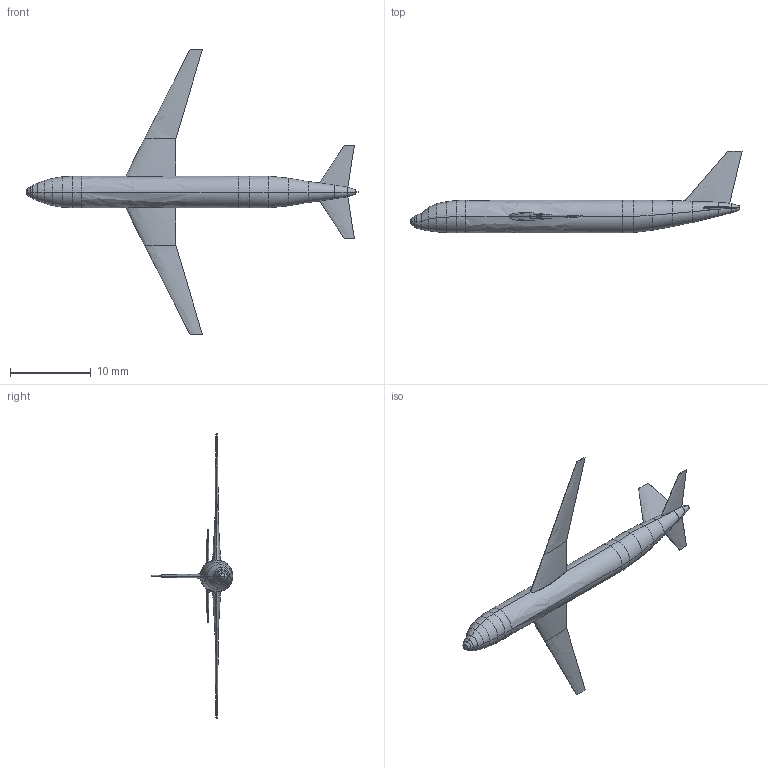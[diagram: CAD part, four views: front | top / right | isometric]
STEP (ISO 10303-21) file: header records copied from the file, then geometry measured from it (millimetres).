
FILE_DESCRIPTION(('Open CASCADE Model'),'2;1');
FILE_NAME('Open CASCADE Shape Model','2023-07-06T16:57:32',('ESP EGADS') ,('Open CASCADE'),'Open CASCADE STEP processor 7.6','Open CASCADE 7.6' ,'Unknown');
FILE_SCHEMA(('AUTOMOTIVE_DESIGN { 1 0 10303 214 1 1 1 1 }'));
Length unit declared in the file: millimetre
Products named in the file (1): Open CASCADE STEP translator 7.6 5
Bounding box: 41.21 x 10.17 x 35.34 mm (x, y, z)
Volume: 451.9 mm3; surface area: 751.3 mm2
Topology: 1 solids, 1 shells, 105 faces, 229 edges, 122 vertices
Faces by surface type: bspline 99, plane 6
Entity records: 19859 total; most frequent: CARTESIAN_POINT 16065, ORIENTED_EDGE 450, PCURVE 450, DEFINITIONAL_REPRESENTATION 450, DIRECTION 385, LINE 371, VECTOR 371, B_SPLINE_CURVE_WITH_KNOTS 304
